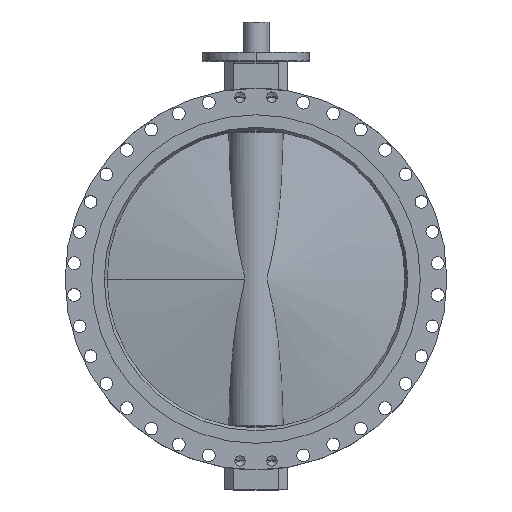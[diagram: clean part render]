
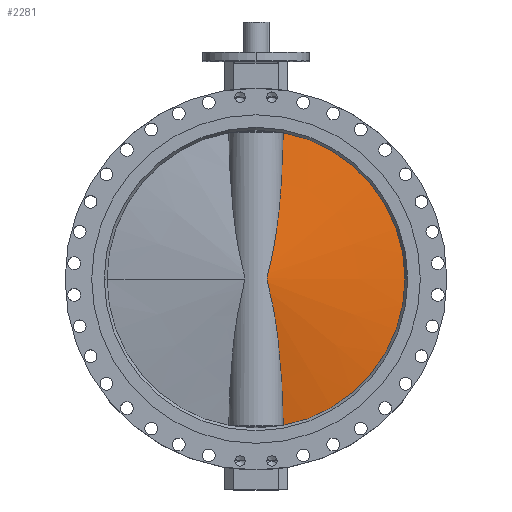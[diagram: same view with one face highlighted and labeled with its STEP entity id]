
A CAD part, top view. The second image highlights one B-rep face of the part: STEP entity #2281.
In plain terms, the highlighted conical face has half-angle 80.702 degrees and reference radius 6107.99 mm.
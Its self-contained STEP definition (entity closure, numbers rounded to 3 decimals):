
#531 = CIRCLE ( 'NONE', #1522, 490.039 ) ;
#560 = CIRCLE ( 'NONE', #1542, 490.039 ) ;
#1522 = AXIS2_PLACEMENT_3D ( 'NONE', #2689, #2690, #2691 ) ;
#1542 = AXIS2_PLACEMENT_3D ( 'NONE', #3059, #3060, #3061 ) ;
#2281 = ADVANCED_FACE ( 'NONE', ( #3728 ), #3819, .T. ) ;
#2597 = CARTESIAN_POINT ( 'NONE',  ( 7.771, 0., -490.039 ) ) ;
#2598 = CARTESIAN_POINT ( 'NONE',  ( 7.771, -481.766, -89.664 ) ) ;
#2689 = CARTESIAN_POINT ( 'NONE',  ( 7.771, 0., 0. ) ) ;
#2690 = DIRECTION ( 'NONE',  ( 1., 0., 0. ) ) ;
#2691 = DIRECTION ( 'NONE',  ( 0., 0., -1. ) ) ;
#2914 = B_SPLINE_CURVE_WITH_KNOTS ( 'NONE', 3,
 ( #2984, #2985, #2989, #2990, #2991, #2992, #2993, #2994, #2995, #2996, #2997, #2998, #2999, #3000, #3001, #3002, #3003, #3004, #3005, #3006, #3007, #3008, #3009, #3010, #3011, #3012, #3013, #3014, #3015, #3016, #3017, #3018, #3019, #3020, #3021, #3022, #3023, #3024, #3025, #3026, #3027, #3028, #3029, #3030, #3031, #3032, #3033, #3034, #3035, #3036, #3037, #3038, #3039, #3040, #3041, #3042, #3043, #3044, #3045, #3046, #3047, #3048, #3049, #3050, #3051, #3052, #3053, #3054, #3055, #3056, #3057, #3058 ),
 .UNSPECIFIED., .F., .F.,
 ( 4, 2, 2, 2, 2, 2, 2, 2, 2, 2, 2, 2, 2, 2, 2, 2, 2, 2, 2, 2, 2, 2, 2, 2, 2, 2, 2, 2, 2, 2, 2, 2, 2, 2, 2, 4 ),
 ( -0.443, -0.381, -0.319, -0.288, -0.257, -0.196, -0.134, -0.103, -0.072, -0.041, -0.025, -0.01, 0.006, 0.013, 0.021, 0.029, 0.037, 0.044, 0.048, 0.052, 0.067, 0.075, 0.083, 0.091, 0.098, 0.114, 0.145, 0.176, 0.207, 0.238, 0.269, 0.3, 0.362, 0.423, 0.485, 0.547 ),
 .UNSPECIFIED. ) ;
#2984 = CARTESIAN_POINT ( 'NONE',  ( 7.771, -481.766, -89.664 ) ) ;
#2985 = CARTESIAN_POINT ( 'NONE',  ( 11.05, -461.447, -89.38 ) ) ;
#2989 = CARTESIAN_POINT ( 'NONE',  ( 14.328, -441.132, -88.915 ) ) ;
#2990 = CARTESIAN_POINT ( 'NONE',  ( 20.88, -400.511, -87.608 ) ) ;
#2991 = CARTESIAN_POINT ( 'NONE',  ( 24.155, -380.206, -86.766 ) ) ;
#2992 = CARTESIAN_POINT ( 'NONE',  ( 29.065, -349.755, -85.195 ) ) ;
#2993 = CARTESIAN_POINT ( 'NONE',  ( 30.7, -339.607, -84.62 ) ) ;
#2994 = CARTESIAN_POINT ( 'NONE',  ( 33.968, -319.328, -83.362 ) ) ;
#2995 = CARTESIAN_POINT ( 'NONE',  ( 35.601, -309.196, -82.679 ) ) ;
#2996 = CARTESIAN_POINT ( 'NONE',  ( 40.494, -278.819, -80.456 ) ) ;
#2997 = CARTESIAN_POINT ( 'NONE',  ( 43.749, -258.596, -78.743 ) ) ;
#2998 = CARTESIAN_POINT ( 'NONE',  ( 50.241, -218.217, -74.768 ) ) ;
#2999 = CARTESIAN_POINT ( 'NONE',  ( 53.478, -198.061, -72.507 ) ) ;
#3000 = CARTESIAN_POINT ( 'NONE',  ( 58.311, -167.89, -68.587 ) ) ;
#3001 = CARTESIAN_POINT ( 'NONE',  ( 59.917, -157.844, -67.192 ) ) ;
#3002 = CARTESIAN_POINT ( 'NONE',  ( 63.119, -137.775, -64.193 ) ) ;
#3003 = CARTESIAN_POINT ( 'NONE',  ( 64.714, -127.754, -62.59 ) ) ;
#3004 = CARTESIAN_POINT ( 'NONE',  ( 67.885, -107.738, -59.137 ) ) ;
#3005 = CARTESIAN_POINT ( 'NONE',  ( 69.461, -97.745, -57.285 ) ) ;
#3006 = CARTESIAN_POINT ( 'NONE',  ( 71.796, -82.779, -54.286 ) ) ;
#3007 = CARTESIAN_POINT ( 'NONE',  ( 72.569, -77.794, -53.249 ) ) ;
#3008 = CARTESIAN_POINT ( 'NONE',  ( 74.1, -67.832, -51.097 ) ) ;
#3009 = CARTESIAN_POINT ( 'NONE',  ( 74.858, -62.854, -49.982 ) ) ;
#3010 = CARTESIAN_POINT ( 'NONE',  ( 76.346, -52.905, -47.677 ) ) ;
#3011 = CARTESIAN_POINT ( 'NONE',  ( 77.078, -47.932, -46.487 ) ) ;
#3012 = CARTESIAN_POINT ( 'NONE',  ( 78.133, -40.474, -44.673 ) ) ;
#3013 = CARTESIAN_POINT ( 'NONE',  ( 78.478, -37.988, -44.064 ) ) ;
#3014 = CARTESIAN_POINT ( 'NONE',  ( 79.148, -33.013, -42.85 ) ) ;
#3015 = CARTESIAN_POINT ( 'NONE',  ( 79.472, -30.524, -42.245 ) ) ;
#3016 = CARTESIAN_POINT ( 'NONE',  ( 80.088, -25.537, -41.065 ) ) ;
#3017 = CARTESIAN_POINT ( 'NONE',  ( 80.38, -23.039, -40.49 ) ) ;
#3018 = CARTESIAN_POINT ( 'NONE',  ( 80.912, -18.021, -39.416 ) ) ;
#3019 = CARTESIAN_POINT ( 'NONE',  ( 81.152, -15.501, -38.918 ) ) ;
#3020 = CARTESIAN_POINT ( 'NONE',  ( 81.546, -10.421, -38.084 ) ) ;
#3021 = CARTESIAN_POINT ( 'NONE',  ( 81.701, -7.859, -37.749 ) ) ;
#3022 = CARTESIAN_POINT ( 'NONE',  ( 81.838, -3.965, -37.451 ) ) ;
#3023 = CARTESIAN_POINT ( 'NONE',  ( 81.867, -2.653, -37.386 ) ) ;
#3024 = CARTESIAN_POINT ( 'NONE',  ( 81.891, -0.051, -37.334 ) ) ;
#3025 = CARTESIAN_POINT ( 'NONE',  ( 81.886, 1.241, -37.345 ) ) ;
#3026 = CARTESIAN_POINT ( 'NONE',  ( 81.776, 7.666, -37.587 ) ) ;
#3027 = CARTESIAN_POINT ( 'NONE',  ( 81.419, 12.68, -38.369 ) ) ;
#3028 = CARTESIAN_POINT ( 'NONE',  ( 80.698, 20.133, -39.851 ) ) ;
#3029 = CARTESIAN_POINT ( 'NONE',  ( 80.427, 22.605, -40.397 ) ) ;
#3030 = CARTESIAN_POINT ( 'NONE',  ( 79.847, 27.539, -41.532 ) ) ;
#3031 = CARTESIAN_POINT ( 'NONE',  ( 79.538, 30., -42.122 ) ) ;
#3032 = CARTESIAN_POINT ( 'NONE',  ( 78.895, 34.919, -43.313 ) ) ;
#3033 = CARTESIAN_POINT ( 'NONE',  ( 78.562, 37.376, -43.915 ) ) ;
#3034 = CARTESIAN_POINT ( 'NONE',  ( 77.879, 42.289, -45.115 ) ) ;
#3035 = CARTESIAN_POINT ( 'NONE',  ( 77.529, 44.746, -45.713 ) ) ;
#3036 = CARTESIAN_POINT ( 'NONE',  ( 76.465, 52.115, -47.488 ) ) ;
#3037 = CARTESIAN_POINT ( 'NONE',  ( 75.733, 57.029, -48.644 ) ) ;
#3038 = CARTESIAN_POINT ( 'NONE',  ( 73.506, 71.784, -52.001 ) ) ;
#3039 = CARTESIAN_POINT ( 'NONE',  ( 71.977, 81.639, -54.088 ) ) ;
#3040 = CARTESIAN_POINT ( 'NONE',  ( 68.887, 101.39, -57.972 ) ) ;
#3041 = CARTESIAN_POINT ( 'NONE',  ( 67.324, 111.286, -59.772 ) ) ;
#3042 = CARTESIAN_POINT ( 'NONE',  ( 64.18, 131.113, -63.137 ) ) ;
#3043 = CARTESIAN_POINT ( 'NONE',  ( 62.598, 141.044, -64.7 ) ) ;
#3044 = CARTESIAN_POINT ( 'NONE',  ( 59.423, 160.937, -67.628 ) ) ;
#3045 = CARTESIAN_POINT ( 'NONE',  ( 57.829, 170.899, -68.993 ) ) ;
#3046 = CARTESIAN_POINT ( 'NONE',  ( 54.633, 190.849, -71.55 ) ) ;
#3047 = CARTESIAN_POINT ( 'NONE',  ( 53.03, 200.838, -72.743 ) ) ;
#3048 = CARTESIAN_POINT ( 'NONE',  ( 49.819, 220.838, -74.979 ) ) ;
#3049 = CARTESIAN_POINT ( 'NONE',  ( 48.21, 230.853, -76.022 ) ) ;
#3050 = CARTESIAN_POINT ( 'NONE',  ( 43.377, 260.906, -78.947 ) ) ;
#3051 = CARTESIAN_POINT ( 'NONE',  ( 40.15, 280.953, -80.626 ) ) ;
#3052 = CARTESIAN_POINT ( 'NONE',  ( 33.689, 321.067, -83.532 ) ) ;
#3053 = CARTESIAN_POINT ( 'NONE',  ( 30.455, 341.134, -84.759 ) ) ;
#3054 = CARTESIAN_POINT ( 'NONE',  ( 23.981, 381.285, -86.813 ) ) ;
#3055 = CARTESIAN_POINT ( 'NONE',  ( 20.742, 401.37, -87.64 ) ) ;
#3056 = CARTESIAN_POINT ( 'NONE',  ( 14.259, 441.556, -88.925 ) ) ;
#3057 = CARTESIAN_POINT ( 'NONE',  ( 11.016, 461.657, -89.383 ) ) ;
#3058 = CARTESIAN_POINT ( 'NONE',  ( 7.771, 481.766, -89.664 ) ) ;
#3059 = CARTESIAN_POINT ( 'NONE',  ( 7.771, 0., 0. ) ) ;
#3060 = DIRECTION ( 'NONE',  ( 1., 0., 0. ) ) ;
#3061 = DIRECTION ( 'NONE',  ( 0., 0., -1. ) ) ;
#3728 = FACE_OUTER_BOUND ( 'NONE', #8516, .T. ) ;
#3819 = CONICAL_SURFACE ( 'NONE', #7948, 6107.985, 1.409 ) ;
#4193 = DIRECTION ( 'NONE',  ( 0., 0., 1. ) ) ;
#4194 = CARTESIAN_POINT ( 'NONE',  ( -912., 0., 0. ) ) ;
#4195 = DIRECTION ( 'NONE',  ( -1., 0., 0. ) ) ;
#4523 = ORIENTED_EDGE ( 'NONE', *, *, #8837, .F. ) ;
#4524 = ORIENTED_EDGE ( 'NONE', *, *, #8802, .T. ) ;
#4525 = ORIENTED_EDGE ( 'NONE', *, *, #8838, .T. ) ;
#5651 = CARTESIAN_POINT ( 'NONE',  ( 7.771, 481.766, -89.664 ) ) ;
#7948 = AXIS2_PLACEMENT_3D ( 'NONE', #4194, #4195, #4193 ) ;
#8516 = EDGE_LOOP ( 'NONE', ( #4523, #4524, #4525 ) ) ;
#8752 = VERTEX_POINT ( 'NONE', #2597 ) ;
#8753 = VERTEX_POINT ( 'NONE', #2598 ) ;
#8802 = EDGE_CURVE ( 'NONE', #8753, #8752, #531, .T. ) ;
#8837 = EDGE_CURVE ( 'NONE', #8753, #10811, #2914, .T. ) ;
#8838 = EDGE_CURVE ( 'NONE', #8752, #10811, #560, .T. ) ;
#10811 = VERTEX_POINT ( 'NONE', #5651 ) ;
